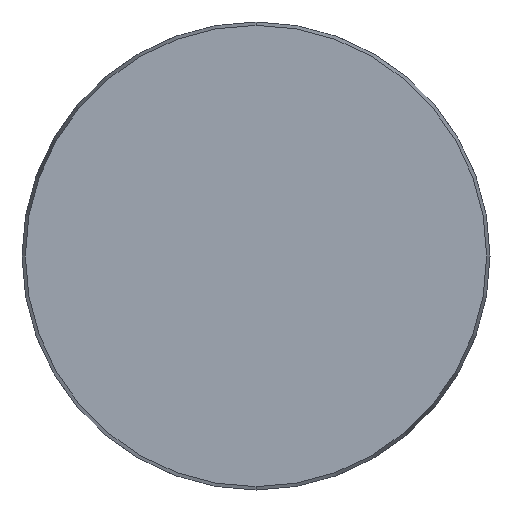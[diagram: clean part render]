
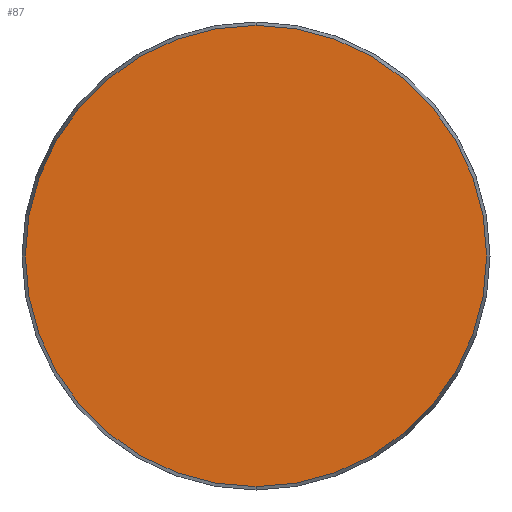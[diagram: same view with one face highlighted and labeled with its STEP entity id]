
A CAD part, front view. The second image highlights one B-rep face of the part: STEP entity #87.
In plain terms, the highlighted planar face has unit normal (0, -1, 0).
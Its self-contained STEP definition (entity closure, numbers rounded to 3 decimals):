
#1 = VERTEX_POINT ( 'NONE', #658 ) ;
#3 = AXIS2_PLACEMENT_3D ( 'NONE', #686, #460, #452 ) ;
#87 = ADVANCED_FACE ( 'NONE', ( #915 ), #203, .F. ) ;
#132 = AXIS2_PLACEMENT_3D ( 'NONE', #518, #836, #300 ) ;
#142 = CARTESIAN_POINT ( 'NONE',  ( 0., 0., 59.143 ) ) ;
#203 = PLANE ( 'NONE',  #132 ) ;
#300 = DIRECTION ( 'NONE',  ( 0., 0., 1. ) ) ;
#352 = ORIENTED_EDGE ( 'NONE', *, *, #561, .T. ) ;
#452 = DIRECTION ( 'NONE',  ( 0., 0., -1. ) ) ;
#460 = DIRECTION ( 'NONE',  ( 0., -1., 0. ) ) ;
#518 = CARTESIAN_POINT ( 'NONE',  ( -59.143, 0., 0. ) ) ;
#529 = EDGE_CURVE ( 'NONE', #654, #1, #726, .T. ) ;
#532 = AXIS2_PLACEMENT_3D ( 'NONE', #943, #624, #868 ) ;
#561 = EDGE_CURVE ( 'NONE', #1, #654, #968, .T. ) ;
#624 = DIRECTION ( 'NONE',  ( 0., -1., 0. ) ) ;
#654 = VERTEX_POINT ( 'NONE', #142 ) ;
#658 = CARTESIAN_POINT ( 'NONE',  ( 0., 0., -59.143 ) ) ;
#686 = CARTESIAN_POINT ( 'NONE',  ( 0., 0., 0. ) ) ;
#726 = CIRCLE ( 'NONE', #3, 59.143 ) ;
#836 = DIRECTION ( 'NONE',  ( 0., 1., 0. ) ) ;
#868 = DIRECTION ( 'NONE',  ( 0., 0., -1. ) ) ;
#915 = FACE_OUTER_BOUND ( 'NONE', #991, .T. ) ;
#943 = CARTESIAN_POINT ( 'NONE',  ( 0., 0., 0. ) ) ;
#961 = ORIENTED_EDGE ( 'NONE', *, *, #529, .T. ) ;
#968 = CIRCLE ( 'NONE', #532, 59.143 ) ;
#991 = EDGE_LOOP ( 'NONE', ( #961, #352 ) ) ;
